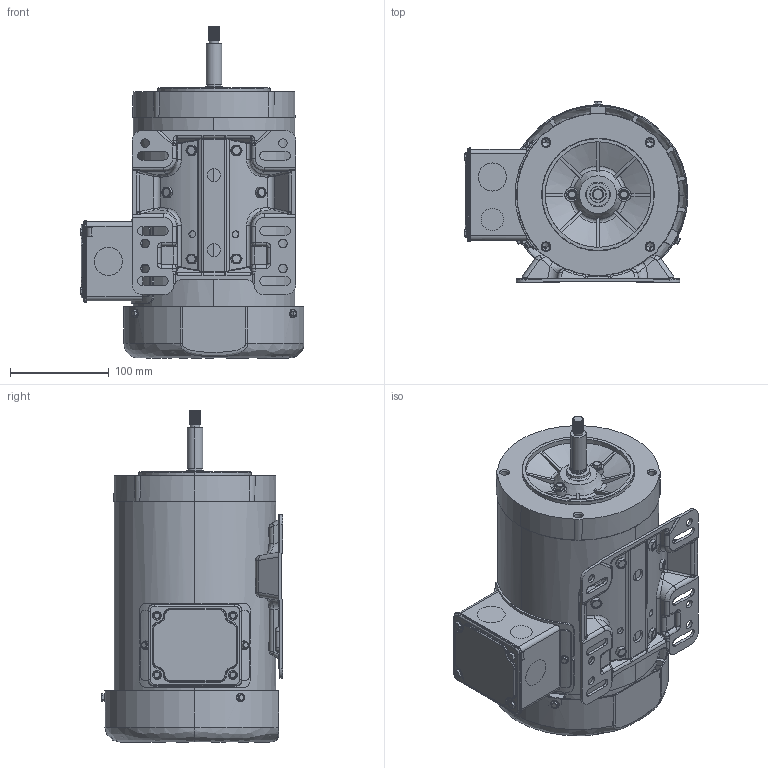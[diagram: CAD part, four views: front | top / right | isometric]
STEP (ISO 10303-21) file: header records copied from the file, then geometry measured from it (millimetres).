
FILE_DESCRIPTION (( 'STEP AP214' ), '1' );
FILE_NAME ('MTRJP-003-3BD36J redcmb1 coord fxt.STEP', '2022-04-13T12:07:50', ( '' ), ( '' ), 'SwSTEP 2.0', 'SolidWorks 2021', '' );
FILE_SCHEMA (( 'AUTOMOTIVE_DESIGN' ));
Length unit declared in the file: inch
Products named in the file (1): MTRJP-003-3BD36J redcmb1 coord fxt
Bounding box: 227.03 x 183.73 x 336.5 mm (x, y, z)
Volume: 793540.8 mm3; surface area: 603321 mm2
Topology: 29 solids, 29 shells, 2729 faces, 6904 edges, 4162 vertices
Faces by surface type: bspline 908, cylinder 899, plane 658, cone 264
Entity records: 121163 total; most frequent: CARTESIAN_POINT 62192, ORIENTED_EDGE 13520, DIRECTION 10529, EDGE_CURVE 6760, AXIS2_PLACEMENT_3D 4177, VERTEX_POINT 4162, EDGE_LOOP 2996, ADVANCED_FACE 2729
